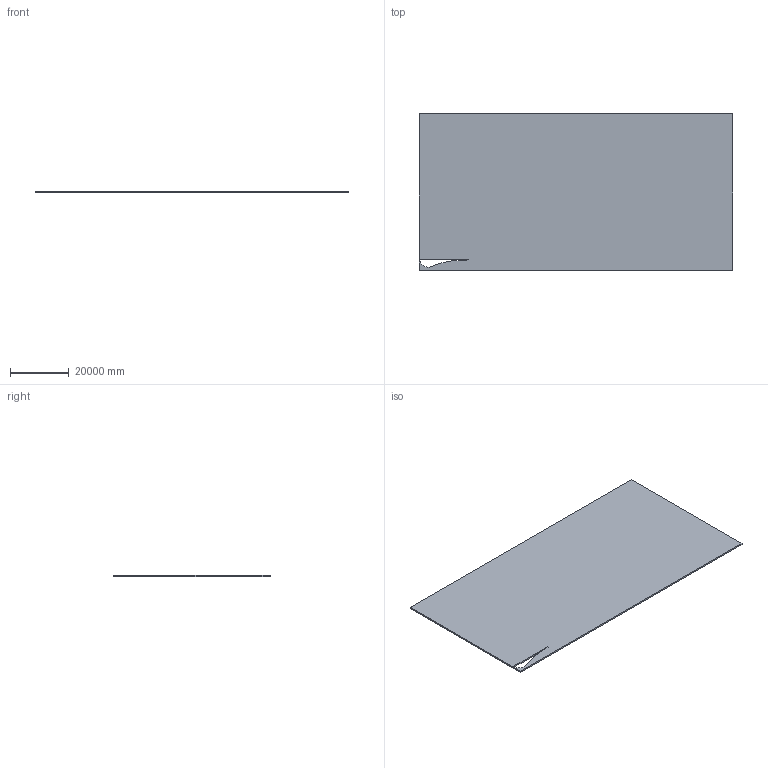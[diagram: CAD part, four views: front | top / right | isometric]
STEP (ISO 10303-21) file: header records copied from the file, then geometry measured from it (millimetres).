
FILE_DESCRIPTION (( 'STEP AP214' ), '1' );
FILE_NAME ('contour.STEP', '2025-04-26T16:40:43', ( '' ), ( '' ), 'SwSTEP 2.0', 'SolidWorks 2023', '' );
FILE_SCHEMA (( 'AUTOMOTIVE_DESIGN' ));
Length unit declared in the file: metre
Products named in the file (1): contour
Bounding box: 106160 x 53080 x 500 mm (x, y, z)
Volume: 2807485558364.6 mm3; surface area: 11406556620.3 mm2
Topology: 1 solids, 1 shells, 11 faces, 27 edges, 18 vertices
Faces by surface type: plane 9, bspline 1, cylinder 1
Entity records: 516 total; most frequent: CARTESIAN_POINT 234, ORIENTED_EDGE 54, DIRECTION 49, EDGE_CURVE 27, LINE 23, VECTOR 23, VERTEX_POINT 18, AXIS2_PLACEMENT_3D 13
